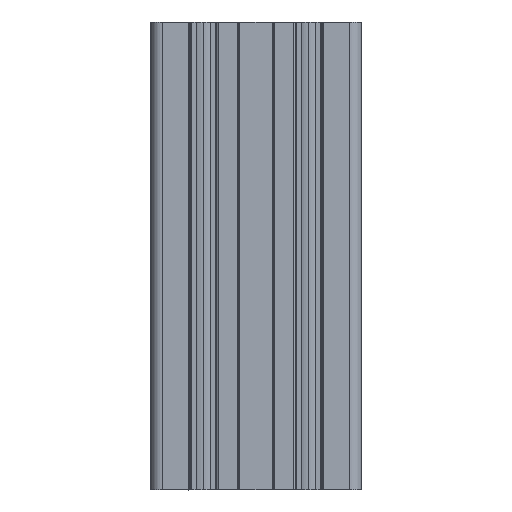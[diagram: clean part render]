
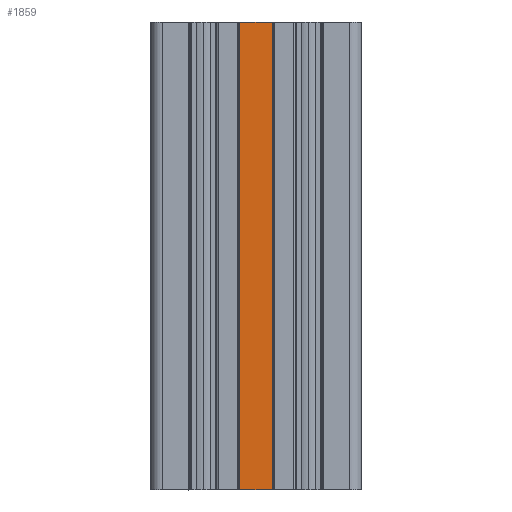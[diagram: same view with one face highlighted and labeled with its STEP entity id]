
A CAD part, top view. The second image highlights one B-rep face of the part: STEP entity #1859.
In plain terms, the highlighted planar face has unit normal (0, 0, 1).
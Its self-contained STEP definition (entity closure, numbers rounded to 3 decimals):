
#1704 = CARTESIAN_POINT ( 'NONE',  ( -7., 0., 44. ) ) ;
#1859 = ADVANCED_FACE ( 'NONE', ( #11669 ), #20731, .T. ) ;
#1935 = LINE ( 'NONE', #16941, #13236 ) ;
#2855 = LINE ( 'NONE', #1704, #20963 ) ;
#2949 = LINE ( 'NONE', #7493, #9146 ) ;
#3001 = VERTEX_POINT ( 'NONE', #18431 ) ;
#3225 = VECTOR ( 'NONE', #5329, 1000. ) ;
#3577 = VERTEX_POINT ( 'NONE', #8904 ) ;
#4529 = ORIENTED_EDGE ( 'NONE', *, *, #5172, .T. ) ;
#5172 = EDGE_CURVE ( 'NONE', #3001, #16960, #1935, .T. ) ;
#5256 = CARTESIAN_POINT ( 'NONE',  ( -7., 200., 44. ) ) ;
#5329 = DIRECTION ( 'NONE',  ( -1., 0., 0. ) ) ;
#6370 = DIRECTION ( 'NONE',  ( 1., 0., 0. ) ) ;
#7493 = CARTESIAN_POINT ( 'NONE',  ( 7., 0., 44. ) ) ;
#7568 = DIRECTION ( 'NONE',  ( 0., 1., 0. ) ) ;
#7644 = DIRECTION ( 'NONE',  ( 0., -1., 0. ) ) ;
#8294 = CARTESIAN_POINT ( 'NONE',  ( 7., 0., 44. ) ) ;
#8454 = EDGE_CURVE ( 'NONE', #17206, #3577, #2949, .T. ) ;
#8904 = CARTESIAN_POINT ( 'NONE',  ( 7., 200., 44. ) ) ;
#9146 = VECTOR ( 'NONE', #7568, 1000. ) ;
#10175 = EDGE_CURVE ( 'NONE', #16960, #17206, #2855, .T. ) ;
#11669 = FACE_OUTER_BOUND ( 'NONE', #21859, .T. ) ;
#12899 = AXIS2_PLACEMENT_3D ( 'NONE', #20578, #15165, #6370 ) ;
#13061 = LINE ( 'NONE', #5256, #3225 ) ;
#13236 = VECTOR ( 'NONE', #7644, 1000. ) ;
#15079 = ORIENTED_EDGE ( 'NONE', *, *, #8454, .T. ) ;
#15165 = DIRECTION ( 'NONE',  ( 0., 0., 1. ) ) ;
#16387 = CARTESIAN_POINT ( 'NONE',  ( -7., 0., 44. ) ) ;
#16941 = CARTESIAN_POINT ( 'NONE',  ( -7., 0., 44. ) ) ;
#16960 = VERTEX_POINT ( 'NONE', #16387 ) ;
#17206 = VERTEX_POINT ( 'NONE', #8294 ) ;
#17247 = EDGE_CURVE ( 'NONE', #3577, #3001, #13061, .T. ) ;
#18203 = ORIENTED_EDGE ( 'NONE', *, *, #10175, .T. ) ;
#18431 = CARTESIAN_POINT ( 'NONE',  ( -7., 200., 44. ) ) ;
#19973 = DIRECTION ( 'NONE',  ( 1., 0., 0. ) ) ;
#20578 = CARTESIAN_POINT ( 'NONE',  ( -7., 0., 44. ) ) ;
#20731 = PLANE ( 'NONE',  #12899 ) ;
#20963 = VECTOR ( 'NONE', #19973, 1000. ) ;
#21859 = EDGE_LOOP ( 'NONE', ( #18203, #15079, #22810, #4529 ) ) ;
#22810 = ORIENTED_EDGE ( 'NONE', *, *, #17247, .T. ) ;
